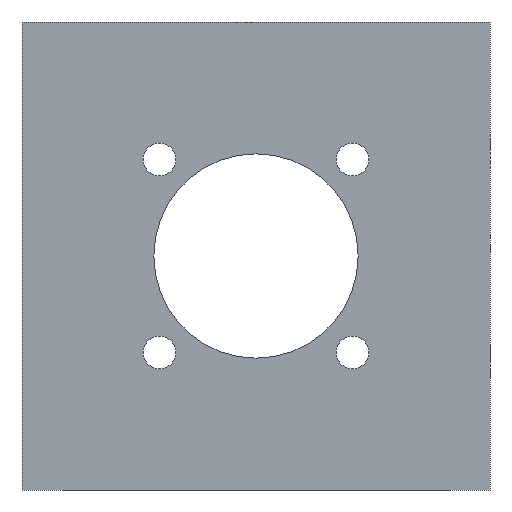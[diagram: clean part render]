
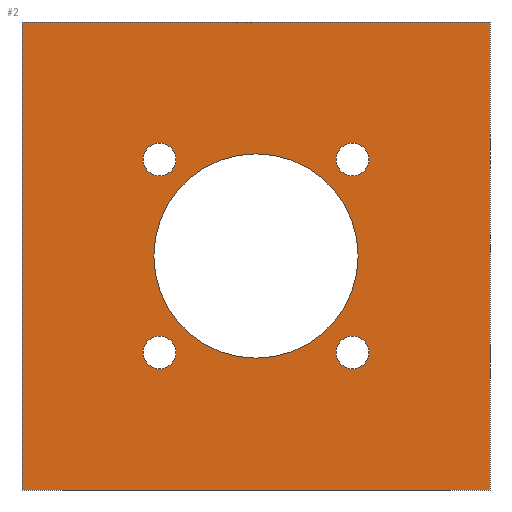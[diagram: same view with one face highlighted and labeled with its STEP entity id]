
A CAD part, front view. The second image highlights one B-rep face of the part: STEP entity #2.
In plain terms, the highlighted planar face has unit normal (0, -1, 0).
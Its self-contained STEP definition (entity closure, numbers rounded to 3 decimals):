
#2 = ADVANCED_FACE ( 'NONE', ( #476, #189, #281, #217, #639, #986 ), #172, .T. ) ;
#3 = CIRCLE ( 'NONE', #251, 2.1 ) ;
#6 = DIRECTION ( 'NONE',  ( 0., 1., 0. ) ) ;
#12 = DIRECTION ( 'NONE',  ( 0., 0., 1. ) ) ;
#22 = CARTESIAN_POINT ( 'NONE',  ( 0., 0., 0. ) ) ;
#27 = LINE ( 'NONE', #91, #883 ) ;
#30 = VERTEX_POINT ( 'NONE', #903 ) ;
#34 = LINE ( 'NONE', #631, #201 ) ;
#40 = AXIS2_PLACEMENT_3D ( 'NONE', #22, #861, #604 ) ;
#57 = EDGE_LOOP ( 'NONE', ( #137, #342 ) ) ;
#75 = CARTESIAN_POINT ( 'NONE',  ( -12.374, 0., -14.474 ) ) ;
#84 = DIRECTION ( 'NONE',  ( 0., 1., 0. ) ) ;
#85 = DIRECTION ( 'NONE',  ( 0., 0., -1. ) ) ;
#86 = VERTEX_POINT ( 'NONE', #1008 ) ;
#91 = CARTESIAN_POINT ( 'NONE',  ( -30., 0., 30. ) ) ;
#107 = EDGE_CURVE ( 'NONE', #991, #441, #27, .T. ) ;
#127 = VERTEX_POINT ( 'NONE', #916 ) ;
#129 = AXIS2_PLACEMENT_3D ( 'NONE', #245, #494, #12 ) ;
#132 = EDGE_CURVE ( 'NONE', #778, #643, #193, .T. ) ;
#137 = ORIENTED_EDGE ( 'NONE', *, *, #749, .T. ) ;
#145 = CIRCLE ( 'NONE', #231, 2.1 ) ;
#147 = ORIENTED_EDGE ( 'NONE', *, *, #543, .T. ) ;
#152 = EDGE_LOOP ( 'NONE', ( #955, #218 ) ) ;
#158 = VERTEX_POINT ( 'NONE', #417 ) ;
#172 = PLANE ( 'NONE',  #381 ) ;
#177 = DIRECTION ( 'NONE',  ( 0., 0., -1. ) ) ;
#181 = AXIS2_PLACEMENT_3D ( 'NONE', #344, #935, #177 ) ;
#185 = AXIS2_PLACEMENT_3D ( 'NONE', #708, #703, #796 ) ;
#189 = FACE_BOUND ( 'NONE', #1041, .T. ) ;
#192 = DIRECTION ( 'NONE',  ( -1., 0., 0. ) ) ;
#193 = CIRCLE ( 'NONE', #278, 2.1 ) ;
#197 = CARTESIAN_POINT ( 'NONE',  ( -30., 0., 30. ) ) ;
#201 = VECTOR ( 'NONE', #192, 1000. ) ;
#216 = VECTOR ( 'NONE', #395, 1000. ) ;
#217 = FACE_BOUND ( 'NONE', #391, .T. ) ;
#218 = ORIENTED_EDGE ( 'NONE', *, *, #767, .T. ) ;
#229 = CARTESIAN_POINT ( 'NONE',  ( -12.374, 0., 14.474 ) ) ;
#231 = AXIS2_PLACEMENT_3D ( 'NONE', #1056, #973, #820 ) ;
#245 = CARTESIAN_POINT ( 'NONE',  ( 0., 0., 0. ) ) ;
#251 = AXIS2_PLACEMENT_3D ( 'NONE', #910, #84, #600 ) ;
#261 = CARTESIAN_POINT ( 'NONE',  ( 12.374, 0., 10.274 ) ) ;
#262 = EDGE_CURVE ( 'NONE', #643, #778, #332, .T. ) ;
#267 = LINE ( 'NONE', #1061, #216 ) ;
#268 = AXIS2_PLACEMENT_3D ( 'NONE', #705, #698, #628 ) ;
#278 = AXIS2_PLACEMENT_3D ( 'NONE', #684, #845, #601 ) ;
#279 = CIRCLE ( 'NONE', #129, 13.1 ) ;
#281 = FACE_OUTER_BOUND ( 'NONE', #947, .T. ) ;
#289 = CARTESIAN_POINT ( 'NONE',  ( 0., 0., 13.1 ) ) ;
#298 = ORIENTED_EDGE ( 'NONE', *, *, #809, .T. ) ;
#305 = ORIENTED_EDGE ( 'NONE', *, *, #1058, .F. ) ;
#309 = CARTESIAN_POINT ( 'NONE',  ( 0., 0., -13.1 ) ) ;
#319 = CIRCLE ( 'NONE', #1032, 2.1 ) ;
#332 = CIRCLE ( 'NONE', #185, 2.1 ) ;
#340 = EDGE_LOOP ( 'NONE', ( #354, #963 ) ) ;
#341 = CARTESIAN_POINT ( 'NONE',  ( -12.374, 0., 10.274 ) ) ;
#342 = ORIENTED_EDGE ( 'NONE', *, *, #1054, .T. ) ;
#344 = CARTESIAN_POINT ( 'NONE',  ( 12.374, 0., 12.374 ) ) ;
#354 = ORIENTED_EDGE ( 'NONE', *, *, #132, .T. ) ;
#381 = AXIS2_PLACEMENT_3D ( 'NONE', #822, #584, #85 ) ;
#385 = EDGE_CURVE ( 'NONE', #86, #991, #730, .T. ) ;
#391 = EDGE_LOOP ( 'NONE', ( #147, #298 ) ) ;
#395 = DIRECTION ( 'NONE',  ( 0., 0., -1. ) ) ;
#399 = EDGE_CURVE ( 'NONE', #907, #751, #891, .T. ) ;
#411 = ORIENTED_EDGE ( 'NONE', *, *, #399, .T. ) ;
#417 = CARTESIAN_POINT ( 'NONE',  ( 12.374, 0., -14.474 ) ) ;
#441 = VERTEX_POINT ( 'NONE', #921 ) ;
#464 = ORIENTED_EDGE ( 'NONE', *, *, #709, .T. ) ;
#472 = VECTOR ( 'NONE', #747, 1000. ) ;
#476 = FACE_BOUND ( 'NONE', #340, .T. ) ;
#494 = DIRECTION ( 'NONE',  ( 0., 1., 0. ) ) ;
#507 = CARTESIAN_POINT ( 'NONE',  ( -12.374, 0., 12.374 ) ) ;
#514 = CARTESIAN_POINT ( 'NONE',  ( 30., 0., -30. ) ) ;
#538 = ORIENTED_EDGE ( 'NONE', *, *, #107, .F. ) ;
#543 = EDGE_CURVE ( 'NONE', #752, #641, #879, .T. ) ;
#549 = VERTEX_POINT ( 'NONE', #514 ) ;
#576 = CARTESIAN_POINT ( 'NONE',  ( 12.374, 0., -12.374 ) ) ;
#584 = DIRECTION ( 'NONE',  ( 0., -1., 0. ) ) ;
#592 = CIRCLE ( 'NONE', #268, 2.1 ) ;
#600 = DIRECTION ( 'NONE',  ( 0., 0., -1. ) ) ;
#601 = DIRECTION ( 'NONE',  ( 0., 0., -1. ) ) ;
#604 = DIRECTION ( 'NONE',  ( 0., 0., 1. ) ) ;
#628 = DIRECTION ( 'NONE',  ( 0., 0., 1. ) ) ;
#630 = CARTESIAN_POINT ( 'NONE',  ( -12.374, 0., -10.274 ) ) ;
#631 = CARTESIAN_POINT ( 'NONE',  ( -30., 0., -30. ) ) ;
#639 = FACE_BOUND ( 'NONE', #152, .T. ) ;
#641 = VERTEX_POINT ( 'NONE', #289 ) ;
#643 = VERTEX_POINT ( 'NONE', #630 ) ;
#670 = DIRECTION ( 'NONE',  ( 0., 1., 0. ) ) ;
#684 = CARTESIAN_POINT ( 'NONE',  ( -12.374, 0., -12.374 ) ) ;
#685 = AXIS2_PLACEMENT_3D ( 'NONE', #507, #6, #839 ) ;
#698 = DIRECTION ( 'NONE',  ( 0., 1., 0. ) ) ;
#703 = DIRECTION ( 'NONE',  ( 0., 1., 0. ) ) ;
#705 = CARTESIAN_POINT ( 'NONE',  ( 12.374, 0., -12.374 ) ) ;
#708 = CARTESIAN_POINT ( 'NONE',  ( -12.374, 0., -12.374 ) ) ;
#709 = EDGE_CURVE ( 'NONE', #751, #907, #145, .T. ) ;
#727 = EDGE_CURVE ( 'NONE', #441, #549, #267, .T. ) ;
#730 = LINE ( 'NONE', #979, #472 ) ;
#747 = DIRECTION ( 'NONE',  ( 0., 0., 1. ) ) ;
#749 = EDGE_CURVE ( 'NONE', #158, #30, #319, .T. ) ;
#751 = VERTEX_POINT ( 'NONE', #229 ) ;
#752 = VERTEX_POINT ( 'NONE', #309 ) ;
#767 = EDGE_CURVE ( 'NONE', #127, #905, #3, .T. ) ;
#778 = VERTEX_POINT ( 'NONE', #75 ) ;
#796 = DIRECTION ( 'NONE',  ( 0., 0., -1. ) ) ;
#809 = EDGE_CURVE ( 'NONE', #641, #752, #279, .T. ) ;
#820 = DIRECTION ( 'NONE',  ( 0., 0., 1. ) ) ;
#822 = CARTESIAN_POINT ( 'NONE',  ( 0., 0., 0. ) ) ;
#833 = DIRECTION ( 'NONE',  ( 0., 0., 1. ) ) ;
#839 = DIRECTION ( 'NONE',  ( 0., 0., 1. ) ) ;
#840 = DIRECTION ( 'NONE',  ( 1., 0., 0. ) ) ;
#845 = DIRECTION ( 'NONE',  ( 0., 1., 0. ) ) ;
#861 = DIRECTION ( 'NONE',  ( 0., 1., 0. ) ) ;
#879 = CIRCLE ( 'NONE', #40, 13.1 ) ;
#880 = EDGE_CURVE ( 'NONE', #905, #127, #884, .T. ) ;
#883 = VECTOR ( 'NONE', #840, 1000. ) ;
#884 = CIRCLE ( 'NONE', #181, 2.1 ) ;
#891 = CIRCLE ( 'NONE', #685, 2.1 ) ;
#903 = CARTESIAN_POINT ( 'NONE',  ( 12.374, 0., -10.274 ) ) ;
#905 = VERTEX_POINT ( 'NONE', #261 ) ;
#907 = VERTEX_POINT ( 'NONE', #341 ) ;
#910 = CARTESIAN_POINT ( 'NONE',  ( 12.374, 0., 12.374 ) ) ;
#916 = CARTESIAN_POINT ( 'NONE',  ( 12.374, 0., 14.474 ) ) ;
#921 = CARTESIAN_POINT ( 'NONE',  ( 30., 0., 30. ) ) ;
#935 = DIRECTION ( 'NONE',  ( 0., 1., 0. ) ) ;
#947 = EDGE_LOOP ( 'NONE', ( #1036, #538, #974, #305 ) ) ;
#955 = ORIENTED_EDGE ( 'NONE', *, *, #880, .T. ) ;
#963 = ORIENTED_EDGE ( 'NONE', *, *, #262, .T. ) ;
#973 = DIRECTION ( 'NONE',  ( 0., 1., 0. ) ) ;
#974 = ORIENTED_EDGE ( 'NONE', *, *, #385, .F. ) ;
#979 = CARTESIAN_POINT ( 'NONE',  ( -30., 0., 30. ) ) ;
#986 = FACE_BOUND ( 'NONE', #57, .T. ) ;
#991 = VERTEX_POINT ( 'NONE', #197 ) ;
#1008 = CARTESIAN_POINT ( 'NONE',  ( -30., 0., -30. ) ) ;
#1032 = AXIS2_PLACEMENT_3D ( 'NONE', #576, #670, #833 ) ;
#1036 = ORIENTED_EDGE ( 'NONE', *, *, #727, .F. ) ;
#1041 = EDGE_LOOP ( 'NONE', ( #411, #464 ) ) ;
#1054 = EDGE_CURVE ( 'NONE', #30, #158, #592, .T. ) ;
#1056 = CARTESIAN_POINT ( 'NONE',  ( -12.374, 0., 12.374 ) ) ;
#1058 = EDGE_CURVE ( 'NONE', #549, #86, #34, .T. ) ;
#1061 = CARTESIAN_POINT ( 'NONE',  ( 30., 0., 30. ) ) ;
